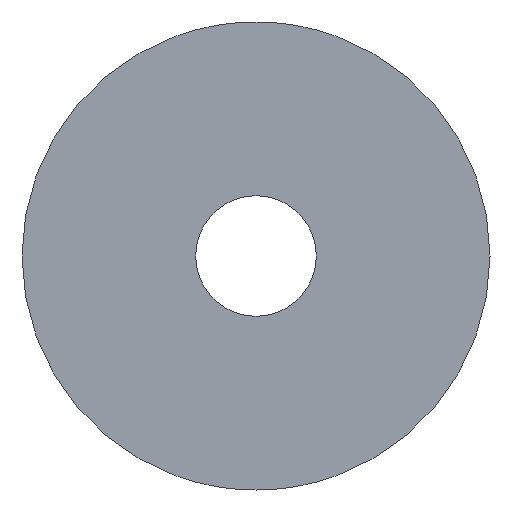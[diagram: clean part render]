
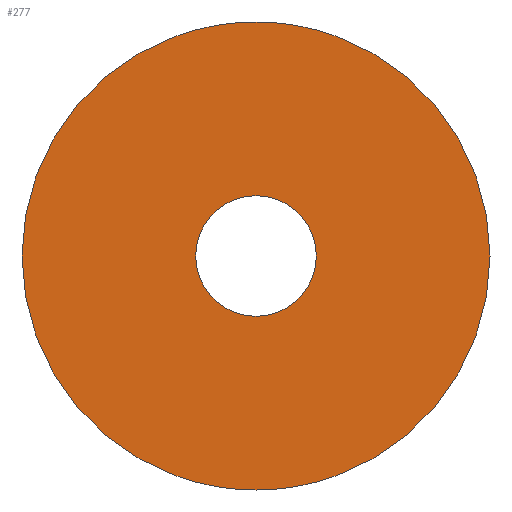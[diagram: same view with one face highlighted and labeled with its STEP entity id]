
A CAD part, front view. The second image highlights one B-rep face of the part: STEP entity #277.
In plain terms, the highlighted planar face has unit normal (0, -1, 0).
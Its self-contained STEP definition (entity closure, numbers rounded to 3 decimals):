
#10 = EDGE_CURVE ( 'NONE', #221, #74, #231, .T. ) ;
#16 = ORIENTED_EDGE ( 'NONE', *, *, #126, .T. ) ;
#27 = CARTESIAN_POINT ( 'NONE',  ( 0., 0., 0. ) ) ;
#33 = DIRECTION ( 'NONE',  ( 0., 1., 0. ) ) ;
#39 = AXIS2_PLACEMENT_3D ( 'NONE', #61, #128, #147 ) ;
#42 = EDGE_CURVE ( 'NONE', #271, #282, #103, .T. ) ;
#45 = EDGE_LOOP ( 'NONE', ( #270, #16 ) ) ;
#46 = DIRECTION ( 'NONE',  ( 0., 0., 1. ) ) ;
#49 = FACE_OUTER_BOUND ( 'NONE', #228, .T. ) ;
#51 = DIRECTION ( 'NONE',  ( 0., 1., 0. ) ) ;
#57 = AXIS2_PLACEMENT_3D ( 'NONE', #250, #252, #46 ) ;
#60 = ORIENTED_EDGE ( 'NONE', *, *, #233, .F. ) ;
#61 = CARTESIAN_POINT ( 'NONE',  ( 0., 0., 0. ) ) ;
#74 = VERTEX_POINT ( 'NONE', #124 ) ;
#77 = ORIENTED_EDGE ( 'NONE', *, *, #10, .F. ) ;
#81 = DIRECTION ( 'NONE',  ( 0., 1., 0. ) ) ;
#94 = CARTESIAN_POINT ( 'NONE',  ( 6.982, 0., 0. ) ) ;
#97 = CIRCLE ( 'NONE', #57, 1.8 ) ;
#102 = CARTESIAN_POINT ( 'NONE',  ( 0., 0., 0. ) ) ;
#103 = CIRCLE ( 'NONE', #39, 1.8 ) ;
#105 = AXIS2_PLACEMENT_3D ( 'NONE', #27, #33, #264 ) ;
#124 = CARTESIAN_POINT ( 'NONE',  ( -6.982, 0., 0. ) ) ;
#126 = EDGE_CURVE ( 'NONE', #282, #271, #97, .T. ) ;
#128 = DIRECTION ( 'NONE',  ( 0., 1., 0. ) ) ;
#147 = DIRECTION ( 'NONE',  ( 0., 0., 1. ) ) ;
#152 = FACE_BOUND ( 'NONE', #45, .T. ) ;
#155 = CIRCLE ( 'NONE', #105, 6.982 ) ;
#163 = PLANE ( 'NONE',  #175 ) ;
#165 = CARTESIAN_POINT ( 'NONE',  ( 0., 0., 0. ) ) ;
#175 = AXIS2_PLACEMENT_3D ( 'NONE', #165, #51, #211 ) ;
#190 = CARTESIAN_POINT ( 'NONE',  ( 0., 0., 1.8 ) ) ;
#211 = DIRECTION ( 'NONE',  ( 0., 0., 1. ) ) ;
#221 = VERTEX_POINT ( 'NONE', #94 ) ;
#228 = EDGE_LOOP ( 'NONE', ( #77, #60 ) ) ;
#231 = CIRCLE ( 'NONE', #248, 6.982 ) ;
#233 = EDGE_CURVE ( 'NONE', #74, #221, #155, .T. ) ;
#235 = CARTESIAN_POINT ( 'NONE',  ( 0., 0., -1.8 ) ) ;
#246 = DIRECTION ( 'NONE',  ( 0., 0., 1. ) ) ;
#248 = AXIS2_PLACEMENT_3D ( 'NONE', #102, #81, #246 ) ;
#250 = CARTESIAN_POINT ( 'NONE',  ( 0., 0., 0. ) ) ;
#252 = DIRECTION ( 'NONE',  ( 0., 1., 0. ) ) ;
#264 = DIRECTION ( 'NONE',  ( 0., 0., 1. ) ) ;
#270 = ORIENTED_EDGE ( 'NONE', *, *, #42, .T. ) ;
#271 = VERTEX_POINT ( 'NONE', #190 ) ;
#277 = ADVANCED_FACE ( 'NONE', ( #152, #49 ), #163, .F. ) ;
#282 = VERTEX_POINT ( 'NONE', #235 ) ;
